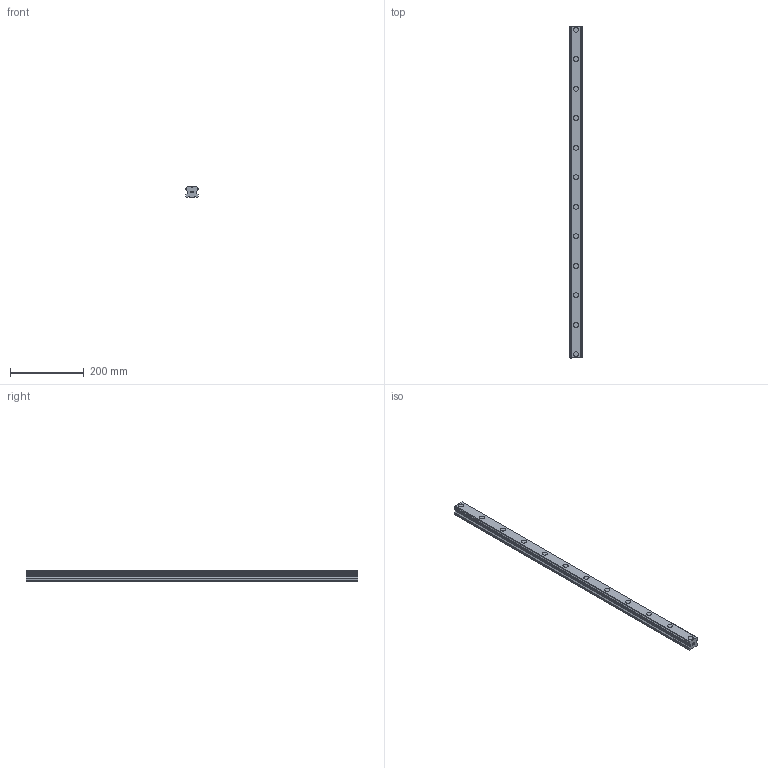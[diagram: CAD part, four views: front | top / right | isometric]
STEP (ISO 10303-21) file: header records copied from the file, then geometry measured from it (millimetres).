
FILE_DESCRIPTION(('STEP AP214'),'1');
FILE_NAME('cctmp_9ECA169F-4C41-476D-BDA3-EAE42C5115DF_2021_02_12_13_21_29_0312..stp','2021-02-12T12:21:29',('HIWIN GmbH'),('CADClick - www.CADClick.com'),'Spatial InterOp 3D',' ','unknown authorization');
FILE_SCHEMA(('AUTOMOTIVE_DESIGN'));
Length unit declared in the file: millimetre
Products named in the file (1): EGR35R900C_FILE
Bounding box: 34 x 900 x 27.5 mm (x, y, z)
Volume: 706690.4 mm3; surface area: 128093.2 mm2
Topology: 1 solids, 1 shells, 215 faces, 519 edges, 346 vertices
Faces by surface type: plane 125, cylinder 90
Entity records: 8057 total; most frequent: DIRECTION 1131, CARTESIAN_POINT 1081, ORIENTED_EDGE 1038, EDGE_CURVE 519, AXIS2_PLACEMENT_3D 396, VERTEX_POINT 346, LINE 339, VECTOR 339
